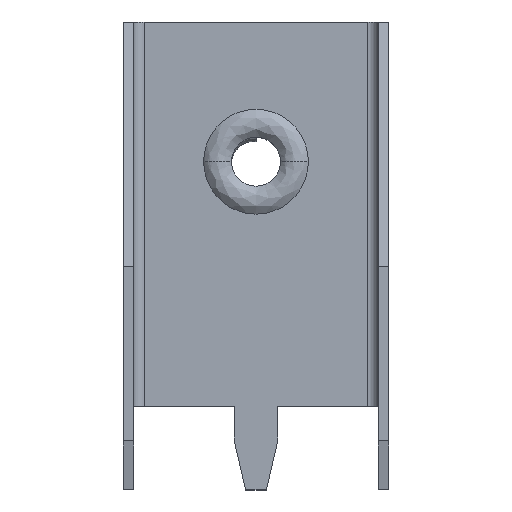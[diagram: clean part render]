
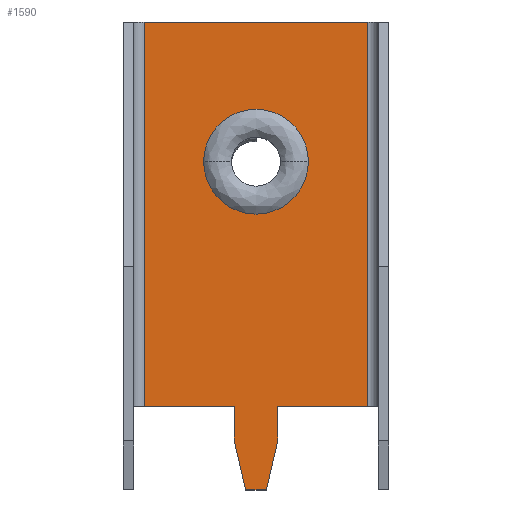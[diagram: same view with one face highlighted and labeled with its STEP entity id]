
A CAD part, top view. The second image highlights one B-rep face of the part: STEP entity #1590.
In plain terms, the highlighted planar face has unit normal (0, 0, 1).
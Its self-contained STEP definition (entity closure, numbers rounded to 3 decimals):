
#30 = ORIENTED_EDGE ( 'NONE', *, *, #2793, .T. ) ;
#49 = EDGE_LOOP ( 'NONE', ( #2829, #3213 ) ) ;
#50 = CARTESIAN_POINT ( 'NONE',  ( -3.576, -6.933, -0.858 ) ) ;
#127 = VECTOR ( 'NONE', #2820, 1000. ) ;
#156 = VERTEX_POINT ( 'NONE', #253 ) ;
#161 = EDGE_CURVE ( 'NONE', #4214, #156, #816, .T. ) ;
#178 = VECTOR ( 'NONE', #2117, 1000. ) ;
#188 = CARTESIAN_POINT ( 'NONE',  ( -0.299, -8.203, -0.858 ) ) ;
#253 = CARTESIAN_POINT ( 'NONE',  ( -0.782, 1.957, -0.858 ) ) ;
#275 = CARTESIAN_POINT ( 'NONE',  ( 0.488, 1.957, -0.858 ) ) ;
#333 = CARTESIAN_POINT ( 'NONE',  ( 1.276, 7.037, -0.858 ) ) ;
#391 = DIRECTION ( 'NONE',  ( 0., -1., 0. ) ) ;
#446 = VERTEX_POINT ( 'NONE', #2615 ) ;
#460 = AXIS2_PLACEMENT_3D ( 'NONE', #4388, #1232, #1280 ) ;
#469 = EDGE_LOOP ( 'NONE', ( #793, #3330, #2072, #1852, #633, #3061, #3985, #30, #944, #3720 ) ) ;
#483 = VERTEX_POINT ( 'NONE', #540 ) ;
#540 = CARTESIAN_POINT ( 'NONE',  ( 4.552, 7.037, -0.858 ) ) ;
#584 = DIRECTION ( 'NONE',  ( 0.223, 0.975, 0. ) ) ;
#633 = ORIENTED_EDGE ( 'NONE', *, *, #2202, .T. ) ;
#793 = ORIENTED_EDGE ( 'NONE', *, *, #3499, .T. ) ;
#816 = CIRCLE ( 'NONE', #4295, 1.27 ) ;
#822 = CARTESIAN_POINT ( 'NONE',  ( 0.488, 1.957, -0.858 ) ) ;
#944 = ORIENTED_EDGE ( 'NONE', *, *, #2112, .T. ) ;
#971 = LINE ( 'NONE', #3352, #1871 ) ;
#1018 = CARTESIAN_POINT ( 'NONE',  ( 1.276, -6.933, -0.858 ) ) ;
#1039 = VERTEX_POINT ( 'NONE', #2398 ) ;
#1079 = CARTESIAN_POINT ( 'NONE',  ( -3.576, 7.037, -0.858 ) ) ;
#1170 = VERTEX_POINT ( 'NONE', #4413 ) ;
#1184 = LINE ( 'NONE', #1496, #3149 ) ;
#1199 = CARTESIAN_POINT ( 'NONE',  ( 1.758, 1.957, -0.858 ) ) ;
#1214 = CARTESIAN_POINT ( 'NONE',  ( -3.576, -6.933, -0.858 ) ) ;
#1232 = DIRECTION ( 'NONE',  ( 0., 0., 1. ) ) ;
#1280 = DIRECTION ( 'NONE',  ( 1., 0., 0. ) ) ;
#1349 = VECTOR ( 'NONE', #2142, 1000. ) ;
#1405 = LINE ( 'NONE', #2508, #127 ) ;
#1418 = CARTESIAN_POINT ( 'NONE',  ( -3.576, 7.037, -0.858 ) ) ;
#1438 = CARTESIAN_POINT ( 'NONE',  ( -3.576, 7.037, -0.858 ) ) ;
#1470 = CARTESIAN_POINT ( 'NONE',  ( 1.276, -8.203, -0.858 ) ) ;
#1492 = EDGE_CURVE ( 'NONE', #156, #4214, #1784, .T. ) ;
#1496 = CARTESIAN_POINT ( 'NONE',  ( -3.576, -9.981, -0.858 ) ) ;
#1541 = DIRECTION ( 'NONE',  ( 0.223, -0.975, 0. ) ) ;
#1561 = FACE_OUTER_BOUND ( 'NONE', #469, .T. ) ;
#1590 = ADVANCED_FACE ( 'NONE', ( #1561, #3999 ), #4318, .T. ) ;
#1696 = CARTESIAN_POINT ( 'NONE',  ( 4.552, -6.933, -0.858 ) ) ;
#1772 = CARTESIAN_POINT ( 'NONE',  ( 4.552, 7.037, -0.858 ) ) ;
#1777 = CARTESIAN_POINT ( 'NONE',  ( -0.299, 7.037, -0.858 ) ) ;
#1783 = DIRECTION ( 'NONE',  ( -1., 0., 0. ) ) ;
#1784 = CIRCLE ( 'NONE', #4303, 1.27 ) ;
#1838 = DIRECTION ( 'NONE',  ( 0., 0., -1. ) ) ;
#1852 = ORIENTED_EDGE ( 'NONE', *, *, #3427, .T. ) ;
#1871 = VECTOR ( 'NONE', #584, 1000. ) ;
#1994 = DIRECTION ( 'NONE',  ( 0., 0., -1. ) ) ;
#2053 = VECTOR ( 'NONE', #1783, 1000. ) ;
#2072 = ORIENTED_EDGE ( 'NONE', *, *, #2484, .T. ) ;
#2112 = EDGE_CURVE ( 'NONE', #3230, #483, #2116, .T. ) ;
#2116 = LINE ( 'NONE', #1772, #4105 ) ;
#2117 = DIRECTION ( 'NONE',  ( 0., 1., 0. ) ) ;
#2142 = DIRECTION ( 'NONE',  ( 0., -1., 0. ) ) ;
#2146 = LINE ( 'NONE', #50, #3550 ) ;
#2202 = EDGE_CURVE ( 'NONE', #1039, #1170, #1184, .T. ) ;
#2398 = CARTESIAN_POINT ( 'NONE',  ( 0.107, -9.981, -0.858 ) ) ;
#2484 = EDGE_CURVE ( 'NONE', #2528, #446, #3504, .T. ) ;
#2508 = CARTESIAN_POINT ( 'NONE',  ( -3.576, -6.933, -0.858 ) ) ;
#2528 = VERTEX_POINT ( 'NONE', #3825 ) ;
#2576 = DIRECTION ( 'NONE',  ( 1., 0., 0. ) ) ;
#2615 = CARTESIAN_POINT ( 'NONE',  ( -0.299, -8.203, -0.858 ) ) ;
#2793 = EDGE_CURVE ( 'NONE', #2857, #3230, #1405, .T. ) ;
#2797 = VECTOR ( 'NONE', #391, 1000. ) ;
#2810 = LINE ( 'NONE', #188, #2934 ) ;
#2820 = DIRECTION ( 'NONE',  ( 1., 0., 0. ) ) ;
#2829 = ORIENTED_EDGE ( 'NONE', *, *, #161, .T. ) ;
#2848 = EDGE_CURVE ( 'NONE', #3449, #2528, #2146, .T. ) ;
#2857 = VERTEX_POINT ( 'NONE', #1018 ) ;
#2934 = VECTOR ( 'NONE', #1541, 1000. ) ;
#2951 = EDGE_CURVE ( 'NONE', #483, #3379, #3487, .T. ) ;
#3061 = ORIENTED_EDGE ( 'NONE', *, *, #4268, .T. ) ;
#3149 = VECTOR ( 'NONE', #2576, 1000. ) ;
#3172 = DIRECTION ( 'NONE',  ( 1., 0., 0. ) ) ;
#3213 = ORIENTED_EDGE ( 'NONE', *, *, #1492, .T. ) ;
#3230 = VERTEX_POINT ( 'NONE', #1696 ) ;
#3330 = ORIENTED_EDGE ( 'NONE', *, *, #2848, .T. ) ;
#3352 = CARTESIAN_POINT ( 'NONE',  ( 0.869, -9.981, -0.858 ) ) ;
#3379 = VERTEX_POINT ( 'NONE', #1438 ) ;
#3392 = DIRECTION ( 'NONE',  ( 1., 0., 0. ) ) ;
#3427 = EDGE_CURVE ( 'NONE', #446, #1039, #2810, .T. ) ;
#3449 = VERTEX_POINT ( 'NONE', #1214 ) ;
#3487 = LINE ( 'NONE', #1418, #2053 ) ;
#3495 = DIRECTION ( 'NONE',  ( 1., 0., 0. ) ) ;
#3499 = EDGE_CURVE ( 'NONE', #3379, #3449, #4195, .T. ) ;
#3504 = LINE ( 'NONE', #1777, #2797 ) ;
#3550 = VECTOR ( 'NONE', #3172, 1000. ) ;
#3611 = EDGE_CURVE ( 'NONE', #3809, #2857, #4207, .T. ) ;
#3720 = ORIENTED_EDGE ( 'NONE', *, *, #2951, .T. ) ;
#3809 = VERTEX_POINT ( 'NONE', #1470 ) ;
#3825 = CARTESIAN_POINT ( 'NONE',  ( -0.299, -6.933, -0.858 ) ) ;
#3985 = ORIENTED_EDGE ( 'NONE', *, *, #3611, .T. ) ;
#3999 = FACE_BOUND ( 'NONE', #49, .T. ) ;
#4105 = VECTOR ( 'NONE', #4187, 1000. ) ;
#4187 = DIRECTION ( 'NONE',  ( 0., 1., 0. ) ) ;
#4195 = LINE ( 'NONE', #1079, #1349 ) ;
#4207 = LINE ( 'NONE', #333, #178 ) ;
#4214 = VERTEX_POINT ( 'NONE', #1199 ) ;
#4268 = EDGE_CURVE ( 'NONE', #1170, #3809, #971, .T. ) ;
#4295 = AXIS2_PLACEMENT_3D ( 'NONE', #275, #1994, #3392 ) ;
#4303 = AXIS2_PLACEMENT_3D ( 'NONE', #822, #1838, #3495 ) ;
#4318 = PLANE ( 'NONE',  #460 ) ;
#4388 = CARTESIAN_POINT ( 'NONE',  ( -3.576, 7.037, -0.858 ) ) ;
#4413 = CARTESIAN_POINT ( 'NONE',  ( 0.869, -9.981, -0.858 ) ) ;
